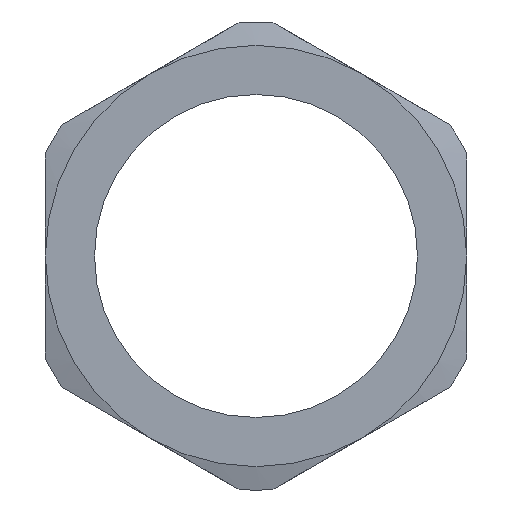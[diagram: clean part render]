
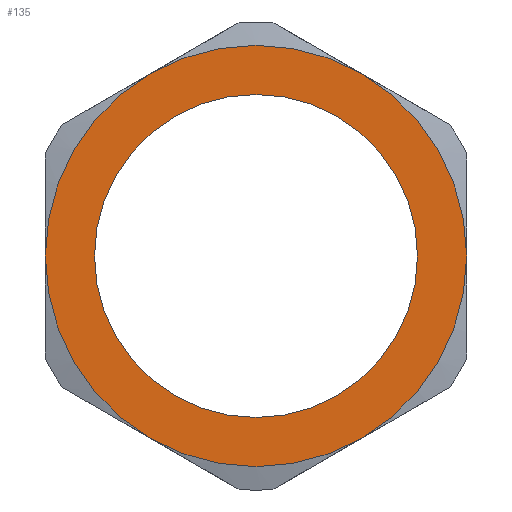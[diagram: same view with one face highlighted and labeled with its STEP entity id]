
A CAD part, left-side view. The second image highlights one B-rep face of the part: STEP entity #135.
In plain terms, the highlighted planar face has unit normal (-1, 0, 0).
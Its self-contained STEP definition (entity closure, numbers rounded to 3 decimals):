
#116=PLANE('',#463);
#125=FACE_BOUND('',#182,.T.);
#126=FACE_BOUND('',#183,.T.);
#135=ADVANCED_FACE('',(#125,#126),#116,.T.);
#182=EDGE_LOOP('',(#252));
#183=EDGE_LOOP('',(#253,#254,#255,#256,#257,#258));
#211=CIRCLE('',#456,6.9);
#212=CIRCLE('',#457,9.);
#213=CIRCLE('',#458,9.);
#214=CIRCLE('',#459,9.);
#215=CIRCLE('',#460,9.);
#216=CIRCLE('',#461,9.);
#217=CIRCLE('',#462,9.);
#252=ORIENTED_EDGE('',*,*,#379,.T.);
#253=ORIENTED_EDGE('',*,*,#380,.T.);
#254=ORIENTED_EDGE('',*,*,#381,.T.);
#255=ORIENTED_EDGE('',*,*,#382,.T.);
#256=ORIENTED_EDGE('',*,*,#383,.T.);
#257=ORIENTED_EDGE('',*,*,#384,.T.);
#258=ORIENTED_EDGE('',*,*,#385,.T.);
#342=VERTEX_POINT('',#640);
#343=VERTEX_POINT('',#642);
#344=VERTEX_POINT('',#643);
#345=VERTEX_POINT('',#645);
#346=VERTEX_POINT('',#647);
#347=VERTEX_POINT('',#649);
#348=VERTEX_POINT('',#651);
#379=EDGE_CURVE('',#342,#342,#211,.T.);
#380=EDGE_CURVE('',#343,#344,#212,.T.);
#381=EDGE_CURVE('',#344,#345,#213,.T.);
#382=EDGE_CURVE('',#345,#346,#214,.T.);
#383=EDGE_CURVE('',#346,#347,#215,.T.);
#384=EDGE_CURVE('',#347,#348,#216,.T.);
#385=EDGE_CURVE('',#348,#343,#217,.T.);
#456=AXIS2_PLACEMENT_3D('',#639,#533,#534);
#457=AXIS2_PLACEMENT_3D('',#641,#535,#536);
#458=AXIS2_PLACEMENT_3D('',#644,#537,#538);
#459=AXIS2_PLACEMENT_3D('',#646,#539,#540);
#460=AXIS2_PLACEMENT_3D('',#648,#541,#542);
#461=AXIS2_PLACEMENT_3D('',#650,#543,#544);
#462=AXIS2_PLACEMENT_3D('',#652,#545,#546);
#463=AXIS2_PLACEMENT_3D('',#653,#547,#548);
#533=DIRECTION('',(1.,0.,0.));
#534=DIRECTION('',(0.,0.,-1.));
#535=DIRECTION('',(-1.,0.,0.));
#536=DIRECTION('',(0.,0.,1.));
#537=DIRECTION('',(-1.,0.,0.));
#538=DIRECTION('',(0.,0.,1.));
#539=DIRECTION('',(-1.,0.,0.));
#540=DIRECTION('',(0.,0.,1.));
#541=DIRECTION('',(-1.,0.,0.));
#542=DIRECTION('',(0.,0.,1.));
#543=DIRECTION('',(-1.,0.,0.));
#544=DIRECTION('',(0.,0.,1.));
#545=DIRECTION('',(-1.,0.,0.));
#546=DIRECTION('',(0.,0.,1.));
#547=DIRECTION('',(-1.,0.,0.));
#548=DIRECTION('',(0.,0.,1.));
#639=CARTESIAN_POINT('',(0.,0.,0.));
#640=CARTESIAN_POINT('',(0.,0.,-6.9));
#641=CARTESIAN_POINT('',(0.,0.,0.));
#642=CARTESIAN_POINT('',(0.,-9.,0.));
#643=CARTESIAN_POINT('',(0.,-4.5,7.794));
#644=CARTESIAN_POINT('',(0.,0.,0.));
#645=CARTESIAN_POINT('',(0.,4.5,7.794));
#646=CARTESIAN_POINT('',(0.,0.,0.));
#647=CARTESIAN_POINT('',(0.,9.,0.));
#648=CARTESIAN_POINT('',(0.,0.,0.));
#649=CARTESIAN_POINT('',(0.,4.5,-7.794));
#650=CARTESIAN_POINT('',(0.,0.,0.));
#651=CARTESIAN_POINT('',(0.,-4.5,-7.794));
#652=CARTESIAN_POINT('',(0.,0.,0.));
#653=CARTESIAN_POINT('',(0.,0.,0.));
